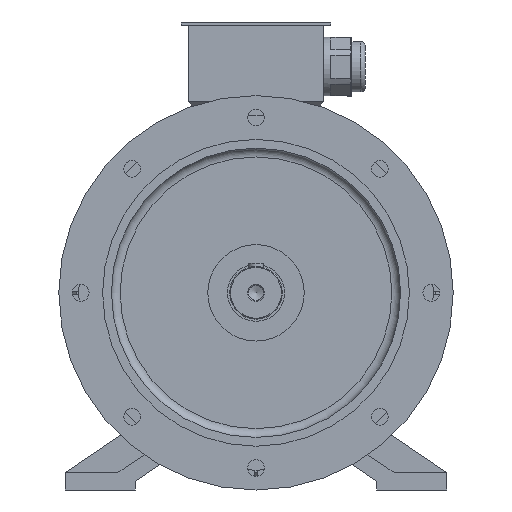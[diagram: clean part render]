
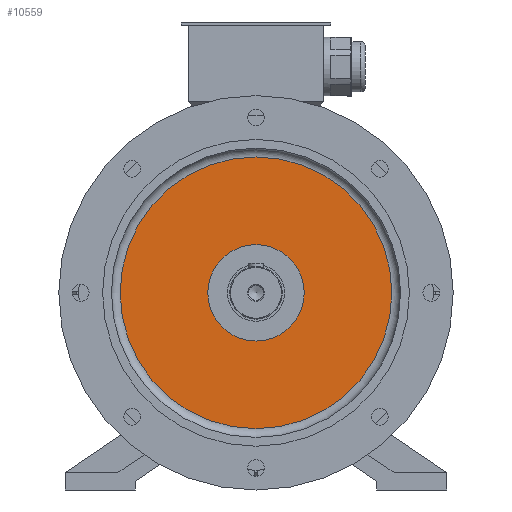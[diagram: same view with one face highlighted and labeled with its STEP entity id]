
A CAD part, front view. The second image highlights one B-rep face of the part: STEP entity #10559.
In plain terms, the highlighted planar face has unit normal (0, -1, 0).
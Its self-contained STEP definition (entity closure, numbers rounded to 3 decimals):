
#1651=PLANE('',#11027);
#2032=ORIENTED_EDGE('',*,*,#4246,.T.);
#2033=ORIENTED_EDGE('',*,*,#4275,.T.);
#4246=EDGE_CURVE('',#5389,#5389,#6163,.T.);
#4275=EDGE_CURVE('',#5415,#5415,#6182,.T.);
#5389=VERTEX_POINT('',#14020);
#5415=VERTEX_POINT('',#14316);
#6163=CIRCLE('',#10986,55.);
#6182=CIRCLE('',#11026,155.);
#6524=EDGE_LOOP('',(#2032));
#6525=EDGE_LOOP('',(#2033));
#7029=FACE_BOUND('',#6524,.T.);
#7030=FACE_BOUND('',#6525,.T.);
#10559=ADVANCED_FACE('',(#7029,#7030),#1651,.F.);
#10986=AXIS2_PLACEMENT_3D('',#14019,#11771,#11772);
#11026=AXIS2_PLACEMENT_3D('',#14315,#11859,#11860);
#11027=AXIS2_PLACEMENT_3D('',#14317,#11861,#11862);
#11771=DIRECTION('',(0.,1.,0.));
#11772=DIRECTION('',(1.,0.,0.));
#11859=DIRECTION('',(0.,-1.,0.));
#11860=DIRECTION('',(0.,0.,-1.));
#11861=DIRECTION('',(0.,1.,0.));
#11862=DIRECTION('',(0.,0.,1.));
#14019=CARTESIAN_POINT('',(0.,-60.,0.));
#14020=CARTESIAN_POINT('',(55.,-60.,0.));
#14315=CARTESIAN_POINT('',(0.,-60.,0.));
#14316=CARTESIAN_POINT('',(0.,-60.,-155.));
#14317=CARTESIAN_POINT('',(0.,-60.,0.));
